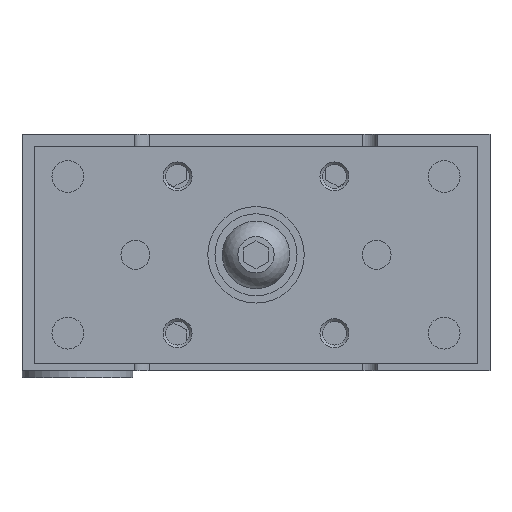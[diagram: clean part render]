
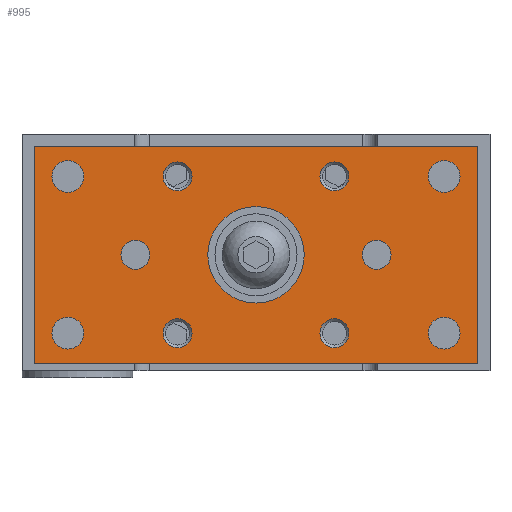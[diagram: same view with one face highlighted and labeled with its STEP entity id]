
A CAD part, left-side view. The second image highlights one B-rep face of the part: STEP entity #995.
In plain terms, the highlighted planar face has unit normal (-1, 0, 0).
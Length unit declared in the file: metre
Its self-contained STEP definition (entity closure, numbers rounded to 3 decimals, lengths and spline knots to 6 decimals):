
#995 = ADVANCED_FACE( '', ( #2257, #2258, #2259, #2260, #2261, #2262, #2263, #2264, #2265, #2266, #2267, #2268 ), #2269, .T. );
#2257 = FACE_OUTER_BOUND( '', #3639, .T. );
#2258 = FACE_BOUND( '', #3640, .T. );
#2259 = FACE_BOUND( '', #3641, .T. );
#2260 = FACE_BOUND( '', #3642, .T. );
#2261 = FACE_BOUND( '', #3643, .T. );
#2262 = FACE_BOUND( '', #3644, .T. );
#2263 = FACE_BOUND( '', #3645, .T. );
#2264 = FACE_BOUND( '', #3646, .T. );
#2265 = FACE_BOUND( '', #3647, .T. );
#2266 = FACE_BOUND( '', #3648, .T. );
#2267 = FACE_BOUND( '', #3649, .T. );
#2268 = FACE_BOUND( '', #3650, .T. );
#2269 = PLANE( '', #3651 );
#3639 = EDGE_LOOP( '', ( #6105, #6106, #6107, #6108 ) );
#3640 = EDGE_LOOP( '', ( #6109 ) );
#3641 = EDGE_LOOP( '', ( #6110 ) );
#3642 = EDGE_LOOP( '', ( #6111 ) );
#3643 = EDGE_LOOP( '', ( #6112 ) );
#3644 = EDGE_LOOP( '', ( #6113 ) );
#3645 = EDGE_LOOP( '', ( #6114 ) );
#3646 = EDGE_LOOP( '', ( #6115 ) );
#3647 = EDGE_LOOP( '', ( #6116 ) );
#3648 = EDGE_LOOP( '', ( #6117 ) );
#3649 = EDGE_LOOP( '', ( #6118 ) );
#3650 = EDGE_LOOP( '', ( #6119 ) );
#3651 = AXIS2_PLACEMENT_3D( '', #6120, #6121, #6122 );
#6105 = ORIENTED_EDGE( '', *, *, #6918, .T. );
#6106 = ORIENTED_EDGE( '', *, *, #7492, .T. );
#6107 = ORIENTED_EDGE( '', *, *, #7493, .T. );
#6108 = ORIENTED_EDGE( '', *, *, #7211, .T. );
#6109 = ORIENTED_EDGE( '', *, *, #7221, .T. );
#6110 = ORIENTED_EDGE( '', *, *, #7187, .F. );
#6111 = ORIENTED_EDGE( '', *, *, #7021, .F. );
#6112 = ORIENTED_EDGE( '', *, *, #7282, .T. );
#6113 = ORIENTED_EDGE( '', *, *, #7494, .T. );
#6114 = ORIENTED_EDGE( '', *, *, #7464, .F. );
#6115 = ORIENTED_EDGE( '', *, *, #7029, .T. );
#6116 = ORIENTED_EDGE( '', *, *, #7436, .F. );
#6117 = ORIENTED_EDGE( '', *, *, #7023, .F. );
#6118 = ORIENTED_EDGE( '', *, *, #7422, .T. );
#6119 = ORIENTED_EDGE( '', *, *, #6746, .T. );
#6120 = CARTESIAN_POINT( '', ( -0.019, -0.046, -0.0025 ) );
#6121 = DIRECTION( '', ( -1., 0., 0. ) );
#6122 = DIRECTION( '', ( 0., 0., 1. ) );
#6746 = EDGE_CURVE( '', #7855, #7855, #7856, .T. );
#6918 = EDGE_CURVE( '', #8142, #8140, #8143, .T. );
#7021 = EDGE_CURVE( '', #8302, #8302, #8303, .T. );
#7023 = EDGE_CURVE( '', #8305, #8305, #8306, .T. );
#7029 = EDGE_CURVE( '', #8314, #8314, #8315, .T. );
#7187 = EDGE_CURVE( '', #8537, #8537, #8538, .T. );
#7211 = EDGE_CURVE( '', #8571, #8142, #8572, .T. );
#7221 = EDGE_CURVE( '', #8586, #8586, #8587, .T. );
#7282 = EDGE_CURVE( '', #8674, #8674, #8675, .T. );
#7422 = EDGE_CURVE( '', #8865, #8865, #8866, .T. );
#7436 = EDGE_CURVE( '', #8881, #8881, #8882, .T. );
#7464 = EDGE_CURVE( '', #8913, #8913, #8914, .T. );
#7492 = EDGE_CURVE( '', #8140, #8943, #8944, .T. );
#7493 = EDGE_CURVE( '', #8943, #8571, #8945, .T. );
#7494 = EDGE_CURVE( '', #8946, #8946, #8947, .T. );
#7855 = VERTEX_POINT( '', #9525 );
#7856 = CIRCLE( '', #9526, 0.01 );
#8140 = VERTEX_POINT( '', #10000 );
#8142 = VERTEX_POINT( '', #10003 );
#8143 = LINE( '', #10004, #10005 );
#8302 = VERTEX_POINT( '', #10196 );
#8303 = CIRCLE( '', #10197, 0.0033 );
#8305 = VERTEX_POINT( '', #10199 );
#8306 = CIRCLE( '', #10200, 0.003 );
#8314 = VERTEX_POINT( '', #10210 );
#8315 = CIRCLE( '', #10211, 0.003 );
#8537 = VERTEX_POINT( '', #10492 );
#8538 = CIRCLE( '', #10493, 0.0033 );
#8571 = VERTEX_POINT( '', #10538 );
#8572 = LINE( '', #10539, #10540 );
#8586 = VERTEX_POINT( '', #10558 );
#8587 = CIRCLE( '', #10559, 0.0033 );
#8674 = VERTEX_POINT( '', #10664 );
#8675 = CIRCLE( '', #10665, 0.0033 );
#8865 = VERTEX_POINT( '', #11138 );
#8866 = CIRCLE( '', #11139, 0.003 );
#8881 = VERTEX_POINT( '', #11158 );
#8882 = CIRCLE( '', #11159, 0.003 );
#8913 = VERTEX_POINT( '', #11206 );
#8914 = CIRCLE( '', #11207, 0.003 );
#8943 = VERTEX_POINT( '', #11240 );
#8944 = LINE( '', #11241, #11242 );
#8945 = LINE( '', #11243, #11244 );
#8946 = VERTEX_POINT( '', #11245 );
#8947 = CIRCLE( '', #11246, 0.003 );
#9525 = CARTESIAN_POINT( '', ( -0.019, 0.01, -0.025 ) );
#9526 = AXIS2_PLACEMENT_3D( '', #11550, #11551, #11552 );
#10000 = CARTESIAN_POINT( '', ( -0.019, -0.046, -0.0025 ) );
#10003 = CARTESIAN_POINT( '', ( -0.019, -0.046, -0.0475 ) );
#10004 = CARTESIAN_POINT( '', ( -0.019, -0.046, -0.0475 ) );
#10005 = VECTOR( '', #11787, 1. );
#10196 = CARTESIAN_POINT( '', ( -0.019, 0.0357, -0.04125 ) );
#10197 = AXIS2_PLACEMENT_3D( '', #11934, #11935, #11936 );
#10199 = CARTESIAN_POINT( '', ( -0.019, 0.01925, -0.04125 ) );
#10200 = AXIS2_PLACEMENT_3D( '', #11937, #11938, #11939 );
#10210 = CARTESIAN_POINT( '', ( -0.019, 0.01925, -0.00875 ) );
#10211 = AXIS2_PLACEMENT_3D( '', #11945, #11946, #11947 );
#10492 = CARTESIAN_POINT( '', ( -0.019, -0.0357, -0.00875 ) );
#10493 = AXIS2_PLACEMENT_3D( '', #12133, #12134, #12135 );
#10538 = CARTESIAN_POINT( '', ( -0.019, 0.046, -0.0475 ) );
#10539 = CARTESIAN_POINT( '', ( -0.019, 0.046, -0.0475 ) );
#10540 = VECTOR( '', #12170, 1. );
#10558 = CARTESIAN_POINT( '', ( -0.019, 0.0357, -0.00875 ) );
#10559 = AXIS2_PLACEMENT_3D( '', #12181, #12182, #12183 );
#10664 = CARTESIAN_POINT( '', ( -0.019, -0.0357, -0.04125 ) );
#10665 = AXIS2_PLACEMENT_3D( '', #12259, #12260, #12261 );
#11138 = CARTESIAN_POINT( '', ( -0.019, -0.01925, -0.04125 ) );
#11139 = AXIS2_PLACEMENT_3D( '', #12406, #12407, #12408 );
#11158 = CARTESIAN_POINT( '', ( -0.019, -0.01925, -0.00875 ) );
#11159 = AXIS2_PLACEMENT_3D( '', #12419, #12420, #12421 );
#11206 = CARTESIAN_POINT( '', ( -0.019, -0.028, -0.025 ) );
#11207 = AXIS2_PLACEMENT_3D( '', #12436, #12437, #12438 );
#11240 = CARTESIAN_POINT( '', ( -0.019, 0.046, -0.0025 ) );
#11241 = CARTESIAN_POINT( '', ( -0.019, -0.046, -0.0025 ) );
#11242 = VECTOR( '', #12461, 1. );
#11243 = CARTESIAN_POINT( '', ( -0.019, 0.046, -0.0025 ) );
#11244 = VECTOR( '', #12462, 1. );
#11245 = CARTESIAN_POINT( '', ( -0.019, 0.028, -0.025 ) );
#11246 = AXIS2_PLACEMENT_3D( '', #12463, #12464, #12465 );
#11550 = CARTESIAN_POINT( '', ( -0.019, 0., -0.025 ) );
#11551 = DIRECTION( '', ( 1., 0., 0. ) );
#11552 = DIRECTION( '', ( 0., 1., 0. ) );
#11787 = DIRECTION( '', ( 0., 0., 1. ) );
#11934 = CARTESIAN_POINT( '', ( -0.019, 0.039, -0.04125 ) );
#11935 = DIRECTION( '', ( -1., 0., 0. ) );
#11936 = DIRECTION( '', ( 0., -1., 0. ) );
#11937 = CARTESIAN_POINT( '', ( -0.019, 0.01625, -0.04125 ) );
#11938 = DIRECTION( '', ( -1., 0., 0. ) );
#11939 = DIRECTION( '', ( 0., 1., 0. ) );
#11945 = CARTESIAN_POINT( '', ( -0.019, 0.01625, -0.00875 ) );
#11946 = DIRECTION( '', ( 1., 0., 0. ) );
#11947 = DIRECTION( '', ( 0., 1., 0. ) );
#12133 = CARTESIAN_POINT( '', ( -0.019, -0.039, -0.00875 ) );
#12134 = DIRECTION( '', ( -1., 0., 0. ) );
#12135 = DIRECTION( '', ( 0., 1., 0. ) );
#12170 = DIRECTION( '', ( 0., -1., 0. ) );
#12181 = CARTESIAN_POINT( '', ( -0.019, 0.039, -0.00875 ) );
#12182 = DIRECTION( '', ( 1., 0., 0. ) );
#12183 = DIRECTION( '', ( 0., -1., 0. ) );
#12259 = CARTESIAN_POINT( '', ( -0.019, -0.039, -0.04125 ) );
#12260 = DIRECTION( '', ( 1., 0., 0. ) );
#12261 = DIRECTION( '', ( 0., 1., 0. ) );
#12406 = CARTESIAN_POINT( '', ( -0.019, -0.01625, -0.04125 ) );
#12407 = DIRECTION( '', ( 1., 0., 0. ) );
#12408 = DIRECTION( '', ( 0., -1., 0. ) );
#12419 = CARTESIAN_POINT( '', ( -0.019, -0.01625, -0.00875 ) );
#12420 = DIRECTION( '', ( -1., 0., 0. ) );
#12421 = DIRECTION( '', ( 0., -1., 0. ) );
#12436 = CARTESIAN_POINT( '', ( -0.019, -0.025, -0.025 ) );
#12437 = DIRECTION( '', ( -1., 0., 0. ) );
#12438 = DIRECTION( '', ( 0., -1., 0. ) );
#12461 = DIRECTION( '', ( 0., 1., 0. ) );
#12462 = DIRECTION( '', ( 0., 0., -1. ) );
#12463 = CARTESIAN_POINT( '', ( -0.019, 0.025, -0.025 ) );
#12464 = DIRECTION( '', ( 1., 0., 0. ) );
#12465 = DIRECTION( '', ( 0., 1., 0. ) );
